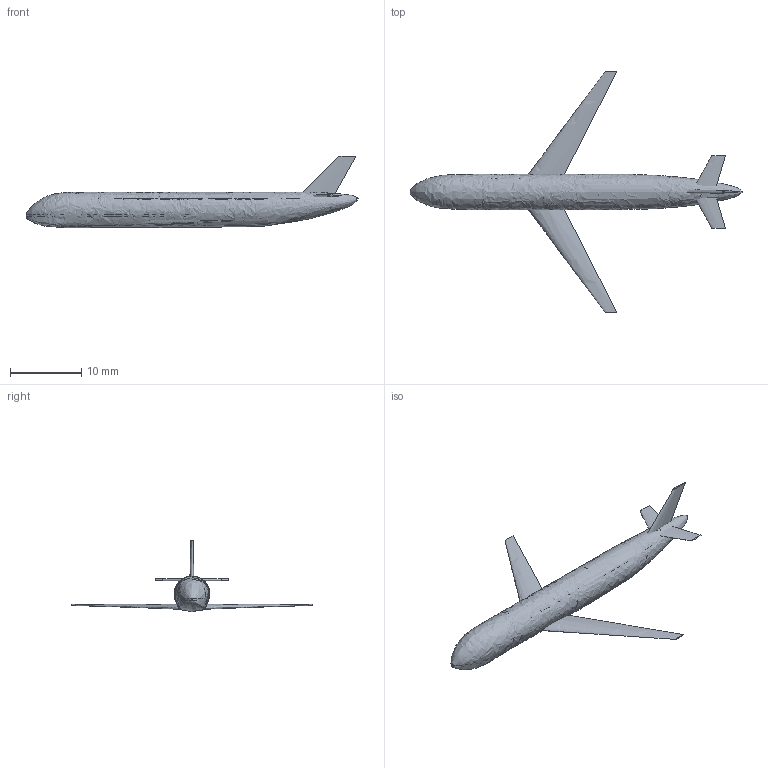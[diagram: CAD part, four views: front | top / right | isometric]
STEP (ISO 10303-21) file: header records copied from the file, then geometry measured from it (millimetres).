
FILE_DESCRIPTION(('Open CASCADE Model'),'2;1');
FILE_NAME('Open CASCADE Shape Model','2021-05-30T23:23:09',('Author'),( 'Open CASCADE'),'ParaPy 1.7.0 - Open CASCADE STEP processor 7.3', 'ParaPy 1.7.0 - Open CASCADE 7.3','Unknown');
FILE_SCHEMA(('AUTOMOTIVE_DESIGN { 1 0 10303 214 1 1 1 1 }'));
Length unit declared in the file: millimetre
Products named in the file (13): fuselage_subtracted; floor_cut; ceiling_cut; right_wing_surface; cg_front; cg_rear; fuselage_lofted_solid_outer
Bounding box: 46.48 x 33.85 x 10.02 mm (x, y, z)
Volume: 865.2 mm3; surface area: 2851.4 mm2
Topology: 4 solids, 10 shells, 21 faces, 37 edges, 30 vertices
Faces by surface type: plane 11, bspline 10
Entity records: 15239 total; most frequent: CARTESIAN_POINT 14401, DIRECTION 67, ORIENTED_EDGE 56, PCURVE 56, DEFINITIONAL_REPRESENTATION 56, B_SPLINE_CURVE_WITH_KNOTS 44, LINE 43, VECTOR 43
